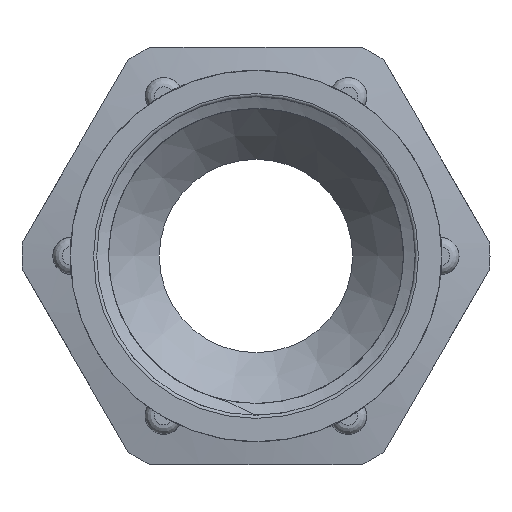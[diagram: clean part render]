
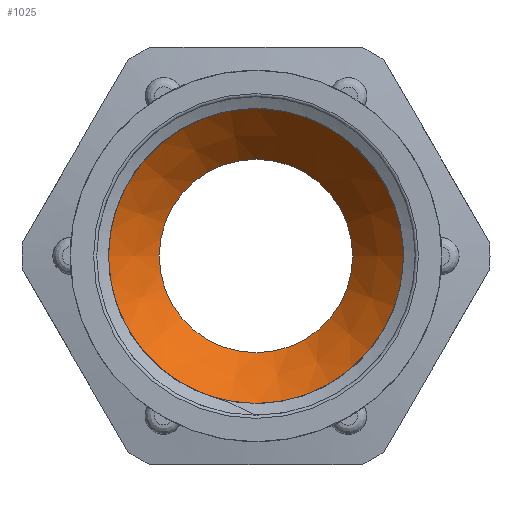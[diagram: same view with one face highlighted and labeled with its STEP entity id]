
A CAD part, left-side view. The second image highlights one B-rep face of the part: STEP entity #1025.
In plain terms, the highlighted conical face has half-angle 40.065 degrees and reference radius 7.89 mm.
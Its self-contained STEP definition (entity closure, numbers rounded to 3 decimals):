
#23=FACE_BOUND('',#302,.T.);
#40=CONICAL_SURFACE('',#1134,7.89,40.065);
#238=FACE_OUTER_BOUND('',#301,.T.);
#301=EDGE_LOOP('',(#914));
#302=EDGE_LOOP('',(#915));
#368=CIRCLE('',#1132,6.25);
#370=CIRCLE('',#1135,9.53);
#509=VERTEX_POINT('',#4345);
#511=VERTEX_POINT('',#4350);
#659=EDGE_CURVE('',#509,#509,#368,.T.);
#661=EDGE_CURVE('',#511,#511,#370,.T.);
#914=ORIENTED_EDGE('',*,*,#661,.F.);
#915=ORIENTED_EDGE('',*,*,#659,.T.);
#1025=ADVANCED_FACE('',(#238,#23),#40,.F.);
#1132=AXIS2_PLACEMENT_3D('',#4346,#1381,#1382);
#1134=AXIS2_PLACEMENT_3D('',#4349,#1385,#1386);
#1135=AXIS2_PLACEMENT_3D('',#4351,#1387,#1388);
#1381=DIRECTION('center_axis',(1.,0.,0.));
#1382=DIRECTION('ref_axis',(0.,0.,-1.));
#1385=DIRECTION('center_axis',(-1.,0.,0.));
#1386=DIRECTION('ref_axis',(0.,1.,0.));
#1387=DIRECTION('center_axis',(1.,0.,0.));
#1388=DIRECTION('ref_axis',(0.,0.,-1.));
#4345=CARTESIAN_POINT('',(-9.1,6.25,0.));
#4346=CARTESIAN_POINT('Origin',(-9.1,0.,0.));
#4349=CARTESIAN_POINT('Origin',(-11.05,0.,0.));
#4350=CARTESIAN_POINT('',(-13.,9.53,0.));
#4351=CARTESIAN_POINT('Origin',(-13.,0.,0.));
